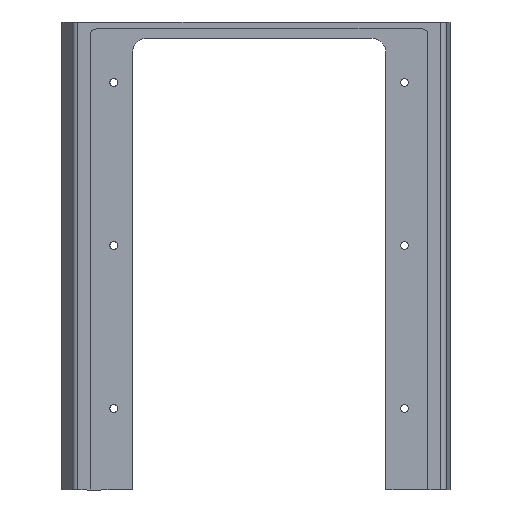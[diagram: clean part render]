
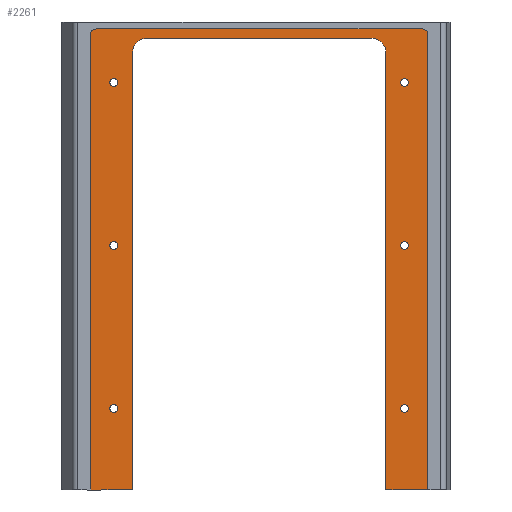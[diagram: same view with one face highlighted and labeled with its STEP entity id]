
A CAD part, front view. The second image highlights one B-rep face of the part: STEP entity #2261.
In plain terms, the highlighted planar face has unit normal (0, -1, 0).
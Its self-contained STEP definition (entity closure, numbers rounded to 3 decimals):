
#186=VECTOR('',#3532,1.);
#188=VECTOR('',#3535,1.);
#190=VECTOR('',#3538,1.);
#191=VECTOR('',#3540,1.);
#192=VECTOR('',#3541,1.);
#193=VECTOR('',#3544,1.);
#194=VECTOR('',#3547,1.);
#405=LINE('',#2951,#186);
#407=LINE('',#2955,#188);
#409=LINE('',#2959,#190);
#410=LINE('',#2961,#191);
#411=LINE('',#2963,#192);
#412=LINE('',#2967,#193);
#413=LINE('',#2971,#194);
#531=PLANE('',#2444);
#702=VERTEX_POINT('',#2839);
#703=VERTEX_POINT('',#2842);
#704=VERTEX_POINT('',#2845);
#705=VERTEX_POINT('',#2848);
#706=VERTEX_POINT('',#2851);
#707=VERTEX_POINT('',#2854);
#734=VERTEX_POINT('',#2940);
#735=VERTEX_POINT('',#2941);
#736=VERTEX_POINT('',#2946);
#737=VERTEX_POINT('',#2947);
#738=VERTEX_POINT('',#2952);
#739=VERTEX_POINT('',#2958);
#740=VERTEX_POINT('',#2962);
#741=VERTEX_POINT('',#2964);
#742=VERTEX_POINT('',#2966);
#743=VERTEX_POINT('',#2968);
#744=VERTEX_POINT('',#2970);
#745=VERTEX_POINT('',#2972);
#831=CIRCLE('',#2397,1.7);
#832=CIRCLE('',#2399,1.7);
#833=CIRCLE('',#2401,1.7);
#834=CIRCLE('',#2403,1.7);
#835=CIRCLE('',#2405,1.7);
#836=CIRCLE('',#2407,1.7);
#850=CIRCLE('',#2438,6.);
#851=CIRCLE('',#2440,6.);
#852=CIRCLE('',#2445,2.4);
#853=CIRCLE('',#2446,2.4);
#1032=EDGE_CURVE('',#702,#702,#831,.T.);
#1033=EDGE_CURVE('',#703,#703,#832,.T.);
#1034=EDGE_CURVE('',#704,#704,#833,.T.);
#1035=EDGE_CURVE('',#705,#705,#834,.T.);
#1036=EDGE_CURVE('',#706,#706,#835,.T.);
#1037=EDGE_CURVE('',#707,#707,#836,.T.);
#1079=EDGE_CURVE('',#734,#735,#850,.T.);
#1082=EDGE_CURVE('',#736,#737,#851,.T.);
#1085=EDGE_CURVE('',#738,#737,#405,.T.);
#1087=EDGE_CURVE('',#736,#735,#407,.T.);
#1089=EDGE_CURVE('',#734,#739,#409,.T.);
#1090=EDGE_CURVE('',#740,#739,#410,.T.);
#1091=EDGE_CURVE('',#740,#741,#411,.T.);
#1092=EDGE_CURVE('',#741,#742,#852,.T.);
#1093=EDGE_CURVE('',#742,#743,#412,.T.);
#1094=EDGE_CURVE('',#743,#744,#853,.T.);
#1095=EDGE_CURVE('',#744,#745,#413,.T.);
#1096=EDGE_CURVE('',#738,#745,#410,.T.);
#1561=ORIENTED_EDGE('',*,*,#1032,.T.);
#1562=ORIENTED_EDGE('',*,*,#1033,.T.);
#1563=ORIENTED_EDGE('',*,*,#1034,.T.);
#1564=ORIENTED_EDGE('',*,*,#1035,.T.);
#1565=ORIENTED_EDGE('',*,*,#1036,.T.);
#1566=ORIENTED_EDGE('',*,*,#1037,.T.);
#1567=ORIENTED_EDGE('',*,*,#1085,.T.);
#1568=ORIENTED_EDGE('',*,*,#1082,.F.);
#1569=ORIENTED_EDGE('',*,*,#1087,.T.);
#1570=ORIENTED_EDGE('',*,*,#1079,.F.);
#1571=ORIENTED_EDGE('',*,*,#1089,.T.);
#1572=ORIENTED_EDGE('',*,*,#1090,.F.);
#1573=ORIENTED_EDGE('',*,*,#1091,.T.);
#1574=ORIENTED_EDGE('',*,*,#1092,.T.);
#1575=ORIENTED_EDGE('',*,*,#1093,.T.);
#1576=ORIENTED_EDGE('',*,*,#1094,.T.);
#1577=ORIENTED_EDGE('',*,*,#1095,.T.);
#1578=ORIENTED_EDGE('',*,*,#1096,.F.);
#1929=EDGE_LOOP('',(#1561));
#1930=EDGE_LOOP('',(#1562));
#1931=EDGE_LOOP('',(#1563));
#1932=EDGE_LOOP('',(#1564));
#1933=EDGE_LOOP('',(#1565));
#1934=EDGE_LOOP('',(#1566));
#1935=EDGE_LOOP('',(#1567,#1568,#1569,#1570,#1571,#1572,#1573,#1574,#1575,
#1576,#1577,#1578));
#2113=FACE_BOUND('',#1929,.T.);
#2114=FACE_BOUND('',#1930,.T.);
#2115=FACE_BOUND('',#1931,.T.);
#2116=FACE_BOUND('',#1932,.T.);
#2117=FACE_BOUND('',#1933,.T.);
#2118=FACE_BOUND('',#1934,.T.);
#2119=FACE_BOUND('',#1935,.T.);
#2261=ADVANCED_FACE('',(#2113,#2114,#2115,#2116,#2117,#2118,#2119),#531,
 .F.);
#2397=AXIS2_PLACEMENT_3D('',#2838,#3419,#3420);
#2399=AXIS2_PLACEMENT_3D('',#2841,#3423,#3424);
#2401=AXIS2_PLACEMENT_3D('',#2844,#3427,#3428);
#2403=AXIS2_PLACEMENT_3D('',#2847,#3431,#3432);
#2405=AXIS2_PLACEMENT_3D('',#2850,#3435,#3436);
#2407=AXIS2_PLACEMENT_3D('',#2853,#3439,#3440);
#2438=AXIS2_PLACEMENT_3D('',#2939,#3521,#3522);
#2440=AXIS2_PLACEMENT_3D('',#2945,#3527,#3528);
#2444=AXIS2_PLACEMENT_3D('',#2960,#3539,$);
#2445=AXIS2_PLACEMENT_3D('',#2965,#3542,#3543);
#2446=AXIS2_PLACEMENT_3D('',#2969,#3545,#3546);
#2838=CARTESIAN_POINT('',(142.185,1.6,35.));
#2839=CARTESIAN_POINT('',(142.185,1.6,33.3));
#2841=CARTESIAN_POINT('',(142.185,1.6,105.));
#2842=CARTESIAN_POINT('',(142.185,1.6,103.3));
#2844=CARTESIAN_POINT('',(142.185,1.6,175.));
#2845=CARTESIAN_POINT('',(142.185,1.6,173.3));
#2847=CARTESIAN_POINT('',(17.335,1.6,175.));
#2848=CARTESIAN_POINT('',(17.335,1.6,173.3));
#2850=CARTESIAN_POINT('',(17.335,1.6,105.));
#2851=CARTESIAN_POINT('',(17.335,1.6,103.3));
#2853=CARTESIAN_POINT('',(17.335,1.6,35.));
#2854=CARTESIAN_POINT('',(17.335,1.6,33.3));
#2939=CARTESIAN_POINT('',(128.185,1.6,188.));
#2940=CARTESIAN_POINT('',(134.185,1.6,188.));
#2941=CARTESIAN_POINT('',(128.185,1.6,194.));
#2945=CARTESIAN_POINT('',(31.385,1.6,188.));
#2946=CARTESIAN_POINT('',(31.385,1.6,194.));
#2947=CARTESIAN_POINT('',(25.385,1.6,188.));
#2951=CARTESIAN_POINT('',(25.385,1.6,98.));
#2952=CARTESIAN_POINT('',(25.385,1.6,0.));
#2955=CARTESIAN_POINT('',(79.785,1.6,194.));
#2958=CARTESIAN_POINT('',(134.185,1.6,0.));
#2959=CARTESIAN_POINT('',(134.185,1.6,98.));
#2960=CARTESIAN_POINT('',(79.785,1.6,99.));
#2961=CARTESIAN_POINT('',(76.186,1.6,0.));
#2962=CARTESIAN_POINT('',(152.185,1.6,0.));
#2963=CARTESIAN_POINT('',(152.185,1.6,198.));
#2964=CARTESIAN_POINT('',(152.185,1.6,195.6));
#2965=CARTESIAN_POINT('',(149.785,1.6,195.6));
#2966=CARTESIAN_POINT('',(149.785,1.6,198.));
#2967=CARTESIAN_POINT('',(7.385,1.6,198.));
#2968=CARTESIAN_POINT('',(9.785,1.6,198.));
#2969=CARTESIAN_POINT('',(9.785,1.6,195.6));
#2970=CARTESIAN_POINT('',(7.385,1.6,195.6));
#2971=CARTESIAN_POINT('',(7.385,1.6,0.));
#2972=CARTESIAN_POINT('',(7.385,1.6,0.));
#3419=DIRECTION('',(0.,1.,0.));
#3420=DIRECTION('',(0.,0.,-1.7));
#3423=DIRECTION('',(0.,1.,0.));
#3424=DIRECTION('',(0.,0.,-1.7));
#3427=DIRECTION('',(0.,1.,0.));
#3428=DIRECTION('',(0.,0.,-1.7));
#3431=DIRECTION('',(0.,1.,0.));
#3432=DIRECTION('',(0.,0.,-1.7));
#3435=DIRECTION('',(0.,1.,0.));
#3436=DIRECTION('',(0.,0.,-1.7));
#3439=DIRECTION('',(0.,1.,0.));
#3440=DIRECTION('',(0.,0.,-1.7));
#3521=DIRECTION('',(0.,-1.,0.));
#3522=DIRECTION('',(4.243,0.,4.243));
#3527=DIRECTION('',(0.,-1.,0.));
#3528=DIRECTION('',(-4.243,0.,4.243));
#3532=DIRECTION('',(0.,0.,1.));
#3535=DIRECTION('',(1.,0.,0.));
#3538=DIRECTION('',(0.,0.,-1.));
#3539=DIRECTION('',(0.,1.,0.));
#3540=DIRECTION('',(-1.,0.,0.));
#3541=DIRECTION('',(0.,0.,1.));
#3542=DIRECTION('',(0.,-1.,0.));
#3543=DIRECTION('',(1.697,0.,1.697));
#3544=DIRECTION('',(-1.,0.,0.));
#3545=DIRECTION('',(0.,-1.,0.));
#3546=DIRECTION('',(-1.697,0.,1.697));
#3547=DIRECTION('',(0.,0.,-1.));
